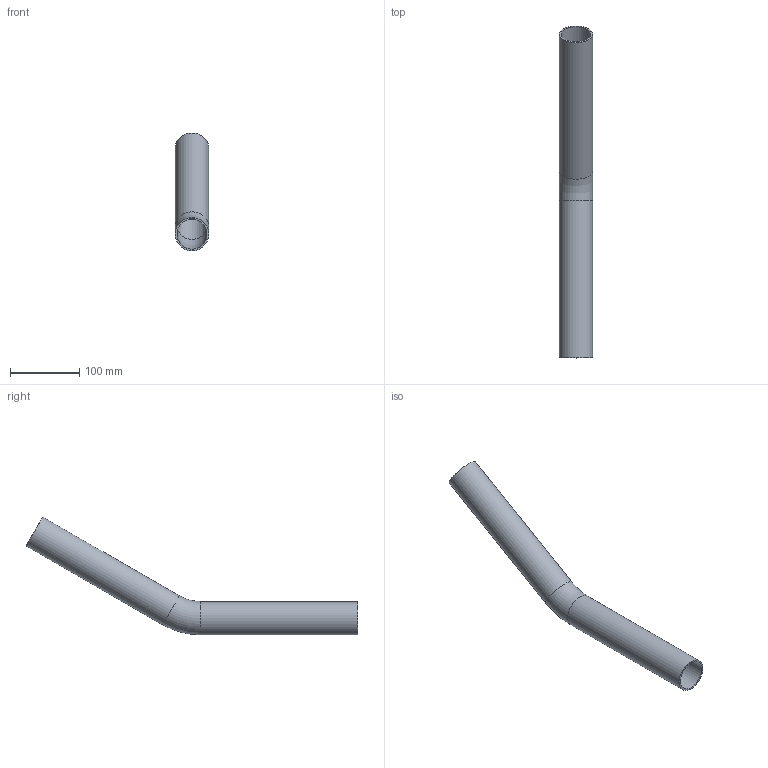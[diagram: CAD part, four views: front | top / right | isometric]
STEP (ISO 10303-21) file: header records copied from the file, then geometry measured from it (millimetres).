
FILE_DESCRIPTION (( 'STEP AP203' ), '1' );
FILE_NAME ('6968-030.step', '2023-09-14T07:39:51', ( '' ), ( '' ), 'SwSTEP 2.0', 'SolidWorks 2018', '' );
FILE_SCHEMA (( 'CONFIG_CONTROL_DESIGN' ));
Length unit declared in the file: millimetre
Products named in the file (1): 6968-030
Bounding box: 48.3 x 479.56 x 170.33 mm (x, y, z)
Volume: 179856.1 mm3; surface area: 144608.1 mm2
Topology: 1 solids, 1 shells, 228 faces, 598 edges, 398 vertices
Faces by surface type: bspline 124, plane 98, cylinder 4, torus 2
Full cylindrical faces by diameter (mm): 43.3 x2, 48.3 x2
Entity records: 13795 total; most frequent: CARTESIAN_POINT 8971, ORIENTED_EDGE 1180, EDGE_CURVE 590, DIRECTION 560, VERTEX_POINT 396, VECTOR 334, LINE 334, EDGE_LOOP 262
